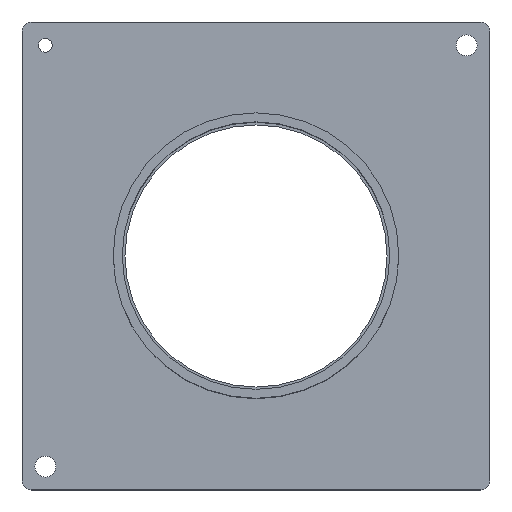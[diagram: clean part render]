
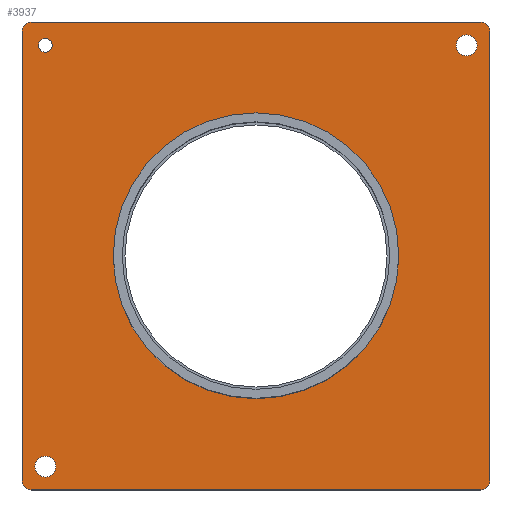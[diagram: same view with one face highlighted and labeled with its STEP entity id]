
A CAD part, top view. The second image highlights one B-rep face of the part: STEP entity #3937.
In plain terms, the highlighted planar face has unit normal (0, 0, 1).
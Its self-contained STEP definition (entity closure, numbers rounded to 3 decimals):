
#249=FACE_BOUND('',#654,.T.);
#250=FACE_BOUND('',#655,.T.);
#251=FACE_BOUND('',#656,.T.);
#252=FACE_BOUND('',#657,.T.);
#292=PLANE('',#4168);
#426=FACE_OUTER_BOUND('',#653,.T.);
#653=EDGE_LOOP('',(#2749,#2750,#2751,#2752,#2753,#2754,#2755,#2756));
#654=EDGE_LOOP('',(#2757));
#655=EDGE_LOOP('',(#2758));
#656=EDGE_LOOP('',(#2759));
#657=EDGE_LOOP('',(#2760));
#922=LINE('',#5122,#1323);
#925=LINE('',#5128,#1326);
#926=LINE('',#5132,#1327);
#927=LINE('',#5136,#1328);
#1323=VECTOR('',#4357,192.);
#1326=VECTOR('',#4362,192.);
#1327=VECTOR('',#4365,192.);
#1328=VECTOR('',#4368,192.);
#1722=CIRCLE('',#4165,4.);
#1724=CIRCLE('',#4169,4.);
#1725=CIRCLE('',#4170,4.);
#1726=CIRCLE('',#4171,4.);
#1727=CIRCLE('',#4172,61.);
#1728=CIRCLE('',#4173,4.5);
#1729=CIRCLE('',#4174,3.);
#1730=CIRCLE('',#4175,4.5);
#1754=VERTEX_POINT('',#5112);
#1755=VERTEX_POINT('',#5113);
#1758=VERTEX_POINT('',#5121);
#1760=VERTEX_POINT('',#5127);
#1761=VERTEX_POINT('',#5129);
#1762=VERTEX_POINT('',#5131);
#1763=VERTEX_POINT('',#5133);
#1764=VERTEX_POINT('',#5135);
#1765=VERTEX_POINT('',#5138);
#1766=VERTEX_POINT('',#5140);
#1767=VERTEX_POINT('',#5142);
#1768=VERTEX_POINT('',#5144);
#2152=EDGE_CURVE('',#1754,#1755,#1722,.T.);
#2156=EDGE_CURVE('',#1758,#1755,#922,.T.);
#2159=EDGE_CURVE('',#1754,#1760,#925,.T.);
#2160=EDGE_CURVE('',#1761,#1760,#1724,.T.);
#2161=EDGE_CURVE('',#1761,#1762,#926,.T.);
#2162=EDGE_CURVE('',#1763,#1762,#1725,.T.);
#2163=EDGE_CURVE('',#1763,#1764,#927,.T.);
#2164=EDGE_CURVE('',#1758,#1764,#1726,.T.);
#2165=EDGE_CURVE('',#1765,#1765,#1727,.T.);
#2166=EDGE_CURVE('',#1766,#1766,#1728,.T.);
#2167=EDGE_CURVE('',#1767,#1767,#1729,.T.);
#2168=EDGE_CURVE('',#1768,#1768,#1730,.T.);
#2749=ORIENTED_EDGE('',*,*,#2152,.F.);
#2750=ORIENTED_EDGE('',*,*,#2159,.T.);
#2751=ORIENTED_EDGE('',*,*,#2160,.F.);
#2752=ORIENTED_EDGE('',*,*,#2161,.T.);
#2753=ORIENTED_EDGE('',*,*,#2162,.F.);
#2754=ORIENTED_EDGE('',*,*,#2163,.T.);
#2755=ORIENTED_EDGE('',*,*,#2164,.F.);
#2756=ORIENTED_EDGE('',*,*,#2156,.T.);
#2757=ORIENTED_EDGE('',*,*,#2165,.F.);
#2758=ORIENTED_EDGE('',*,*,#2166,.T.);
#2759=ORIENTED_EDGE('',*,*,#2167,.T.);
#2760=ORIENTED_EDGE('',*,*,#2168,.T.);
#3937=ADVANCED_FACE('',(#426,#249,#250,#251,#252),#292,.T.);
#4165=AXIS2_PLACEMENT_3D('',#5114,#4349,#4350);
#4168=AXIS2_PLACEMENT_3D('',#5126,#4360,#4361);
#4169=AXIS2_PLACEMENT_3D('',#5130,#4363,#4364);
#4170=AXIS2_PLACEMENT_3D('',#5134,#4366,#4367);
#4171=AXIS2_PLACEMENT_3D('',#5137,#4369,#4370);
#4172=AXIS2_PLACEMENT_3D('',#5139,#4371,#4372);
#4173=AXIS2_PLACEMENT_3D('',#5141,#4373,#4374);
#4174=AXIS2_PLACEMENT_3D('',#5143,#4375,#4376);
#4175=AXIS2_PLACEMENT_3D('',#5145,#4377,#4378);
#4349=DIRECTION('center_axis',(0.,0.,-1.));
#4350=DIRECTION('ref_axis',(-0.707,0.707,0.));
#4357=DIRECTION('',(-1.,0.,0.));
#4360=DIRECTION('center_axis',(0.,0.,1.));
#4361=DIRECTION('ref_axis',(1.,0.,0.));
#4362=DIRECTION('',(0.,-1.,0.));
#4363=DIRECTION('center_axis',(0.,0.,-1.));
#4364=DIRECTION('ref_axis',(-0.707,-0.707,0.));
#4365=DIRECTION('',(1.,0.,0.));
#4366=DIRECTION('center_axis',(0.,0.,-1.));
#4367=DIRECTION('ref_axis',(0.707,-0.707,0.));
#4368=DIRECTION('',(0.,1.,0.));
#4369=DIRECTION('center_axis',(0.,0.,-1.));
#4370=DIRECTION('ref_axis',(0.707,0.707,0.));
#4371=DIRECTION('center_axis',(0.,0.,1.));
#4372=DIRECTION('ref_axis',(-1.,0.,0.));
#4373=DIRECTION('center_axis',(0.,0.,-1.));
#4374=DIRECTION('ref_axis',(-1.,0.,0.));
#4375=DIRECTION('center_axis',(0.,0.,-1.));
#4376=DIRECTION('ref_axis',(-1.,0.,0.));
#4377=DIRECTION('center_axis',(0.,0.,-1.));
#4378=DIRECTION('ref_axis',(-1.,0.,0.));
#5112=CARTESIAN_POINT('',(-100.,96.,79.));
#5113=CARTESIAN_POINT('',(-96.,100.,79.));
#5114=CARTESIAN_POINT('Origin',(-96.,96.,79.));
#5121=CARTESIAN_POINT('',(96.,100.,79.));
#5122=CARTESIAN_POINT('',(100.,100.,79.));
#5126=CARTESIAN_POINT('Origin',(0.,0.,
79.));
#5127=CARTESIAN_POINT('',(-100.,-96.,79.));
#5128=CARTESIAN_POINT('',(-100.,100.,79.));
#5129=CARTESIAN_POINT('',(-96.,-100.,79.));
#5130=CARTESIAN_POINT('Origin',(-96.,-96.,79.));
#5131=CARTESIAN_POINT('',(96.,-100.,79.));
#5132=CARTESIAN_POINT('',(-100.,-100.,79.));
#5133=CARTESIAN_POINT('',(100.,-96.,79.));
#5134=CARTESIAN_POINT('Origin',(96.,-96.,79.));
#5135=CARTESIAN_POINT('',(100.,96.,79.));
#5136=CARTESIAN_POINT('',(100.,-100.,79.));
#5137=CARTESIAN_POINT('Origin',(96.,96.,79.));
#5138=CARTESIAN_POINT('',(61.,0.,79.));
#5139=CARTESIAN_POINT('Origin',(0.,0.,79.));
#5140=CARTESIAN_POINT('',(94.5,90.,79.));
#5141=CARTESIAN_POINT('Origin',(90.,90.,79.));
#5142=CARTESIAN_POINT('',(-87.,90.,79.));
#5143=CARTESIAN_POINT('Origin',(-90.,90.,79.));
#5144=CARTESIAN_POINT('',(-85.5,-90.,79.));
#5145=CARTESIAN_POINT('Origin',(-90.,-90.,79.));
